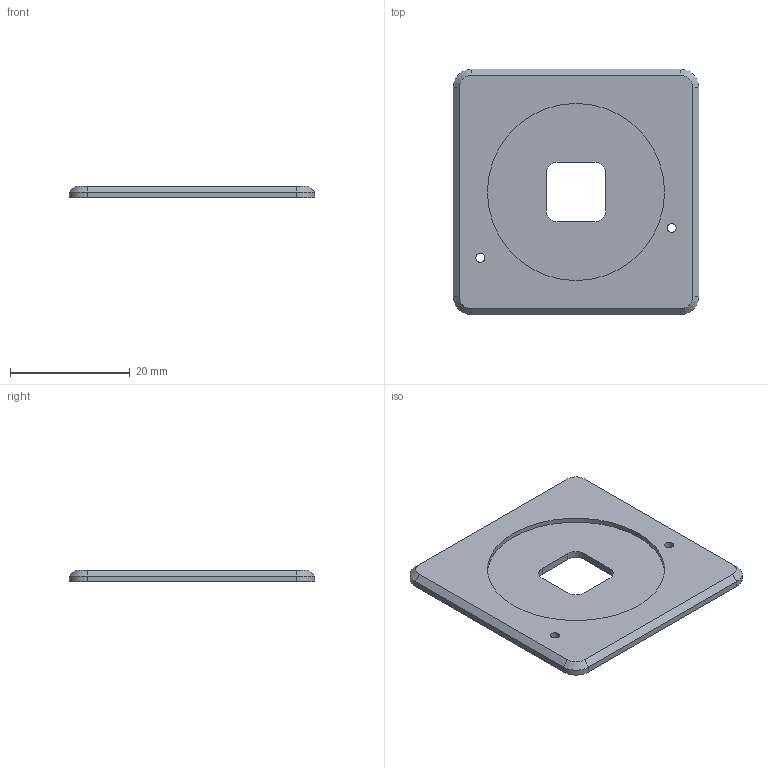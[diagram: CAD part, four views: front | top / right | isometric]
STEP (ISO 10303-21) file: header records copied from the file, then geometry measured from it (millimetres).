
FILE_DESCRIPTION(/* description */ (''),/* implementation_level */ '2;1');
FILE_NAME(/* name */ 'shell1.step',/* time_stamp */ '2022-10-31T22:57:23+08:00',/* author */ (''),/* organization */ (''),/* preprocessor_version */ 'ST-DEVELOPER v19',/* originating_system */ 'Autodesk Translation Framework v11.7.0.108',/* authorisation */ '');
FILE_SCHEMA (('AUTOMOTIVE_DESIGN { 1 0 10303 214 3 1 1 }'));
Length unit declared in the file: millimetre
Products named in the file (1): Action_2_Poor_CNC_v2
Bounding box: 41 x 41 x 2 mm (x, y, z)
Volume: 2594.7 mm3; surface area: 3506.8 mm2
Topology: 1 solids, 1 shells, 30 faces, 73 edges, 46 vertices
Faces by surface type: plane 15, cylinder 11, cone 4
Full cylindrical faces by diameter (mm): 1.5 x2, 29.6 x1
Entity records: 924 total; most frequent: DIRECTION 161, CARTESIAN_POINT 150, ORIENTED_EDGE 146, EDGE_CURVE 73, AXIS2_PLACEMENT_3D 57, LINE 47, VECTOR 47, VERTEX_POINT 46
